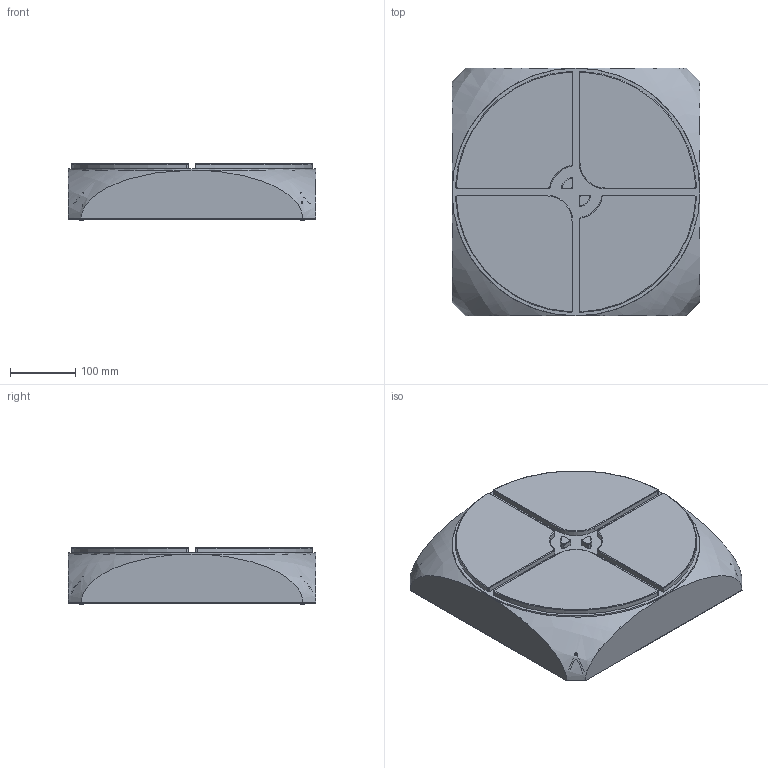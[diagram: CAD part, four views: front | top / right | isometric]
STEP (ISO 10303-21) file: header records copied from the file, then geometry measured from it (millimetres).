
FILE_DESCRIPTION(/* description */ (''),/* implementation_level */ '2;1');
FILE_NAME(/* name */ 'integral_dav_top_fill_170125.stp',/* time_stamp */ '2017-01-25T20:12:45+09:00',/* author */ (''),/* organization */ (''),/* preprocessor_version */ 'ST-DEVELOPER v16',/* originating_system */ 'SIEMENS PLM Software NX 10.0',/* authorisation */ '');
FILE_SCHEMA (('AP203_CONFIGURATION_CONTROLLED_3D_DESIGN_OF_MECHANICAL_PARTS_AND_ASSEMBLIES_MIM_LF { 1 0 10303 403 2 1 2}'));
Products named in the file (1): A06802E42bhf3
Bounding box: 380 x 380 x 87 mm (x, y, z)
Volume: 522403.1 mm3; surface area: 517487.8 mm2
Topology: 1 solids, 1 shells, 187 faces, 444 edges, 280 vertices
Faces by surface type: plane 76, cylinder 63, torus 27, bspline 21
Full cylindrical faces by diameter (mm): 2.712 x4, 3 x4, 6 x4, 376 x1, 380 x1
Entity records: 41930 total; most frequent: CARTESIAN_POINT 37695, DIRECTION 849, ORIENTED_EDGE 842, EDGE_CURVE 421, AXIS2_PLACEMENT_3D 332, VERTEX_POINT 271, EDGE_LOOP 222, ADVANCED_FACE 187
